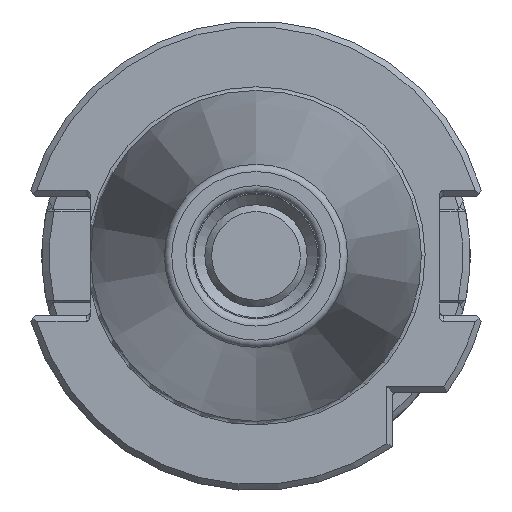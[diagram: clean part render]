
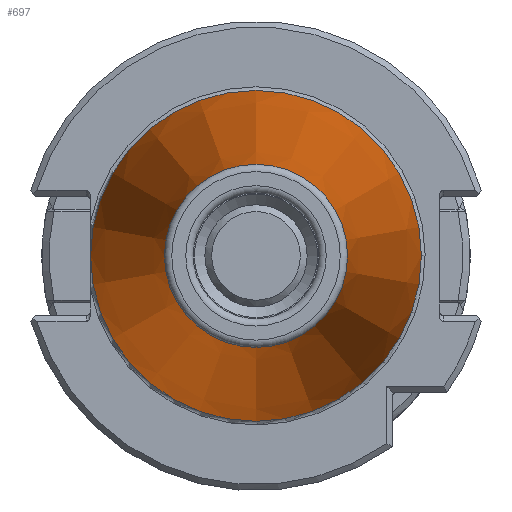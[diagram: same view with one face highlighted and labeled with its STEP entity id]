
A CAD part, left-side view. The second image highlights one B-rep face of the part: STEP entity #697.
In plain terms, the highlighted conical face has half-angle 8.297 degrees and reference radius 22.395 mm.
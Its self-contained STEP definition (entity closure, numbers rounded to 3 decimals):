
#697 = ADVANCED_FACE( '', ( #1459, #1460 ), #1461, .T. );
#1459 = FACE_BOUND( '', #2509, .T. );
#1460 = FACE_OUTER_BOUND( '', #2510, .T. );
#1461 = CONICAL_SURFACE( '', #2511, 22.395, 0.145 );
#2509 = EDGE_LOOP( '', ( #4493 ) );
#2510 = EDGE_LOOP( '', ( #4494 ) );
#2511 = AXIS2_PLACEMENT_3D( '', #4495, #4496, #4497 );
#4493 = ORIENTED_EDGE( '', *, *, #5445, .F. );
#4494 = ORIENTED_EDGE( '', *, *, #5587, .T. );
#4495 = CARTESIAN_POINT( '', ( 1.163, 0., 0. ) );
#4496 = DIRECTION( '', ( 1., 0., 0. ) );
#4497 = DIRECTION( '', ( 0., 0., -1. ) );
#5445 = EDGE_CURVE( '', #6620, #6620, #6621, .T. );
#5587 = EDGE_CURVE( '', #6784, #6784, #6785, .T. );
#6620 = VERTEX_POINT( '', #8774 );
#6621 = CIRCLE( '', #8775, 12.397 );
#6784 = VERTEX_POINT( '', #9023 );
#6785 = CIRCLE( '', #9024, 22.395 );
#8774 = CARTESIAN_POINT( '', ( -67.394, 0., 12.397 ) );
#8775 = AXIS2_PLACEMENT_3D( '', #9735, #9736, #9737 );
#9023 = CARTESIAN_POINT( '', ( 1.163, 0., 22.395 ) );
#9024 = AXIS2_PLACEMENT_3D( '', #9849, #9850, #9851 );
#9735 = CARTESIAN_POINT( '', ( -67.394, 0., 0. ) );
#9736 = DIRECTION( '', ( -1., 0., 0. ) );
#9737 = DIRECTION( '', ( 0., 0., 1. ) );
#9849 = CARTESIAN_POINT( '', ( 1.163, 0., 0. ) );
#9850 = DIRECTION( '', ( -1., 0., 0. ) );
#9851 = DIRECTION( '', ( 0., 0., 1. ) );
